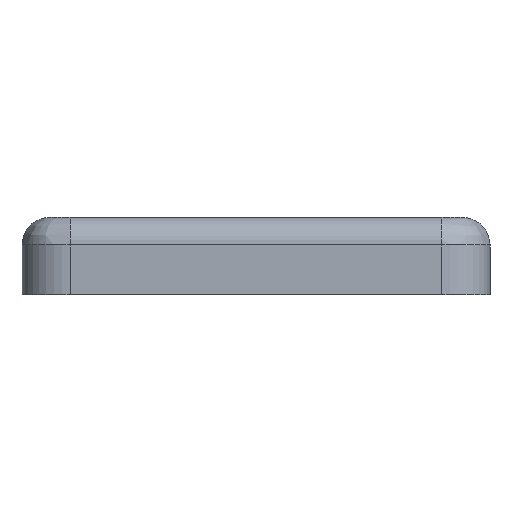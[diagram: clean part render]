
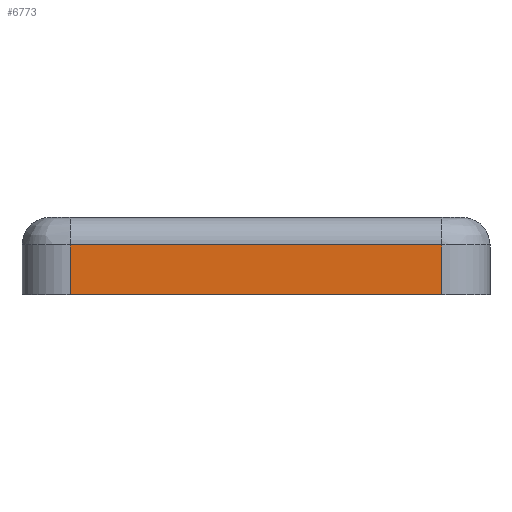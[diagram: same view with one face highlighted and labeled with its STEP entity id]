
A CAD part, front view. The second image highlights one B-rep face of the part: STEP entity #6773.
In plain terms, the highlighted planar face has unit normal (0, -1, 0).
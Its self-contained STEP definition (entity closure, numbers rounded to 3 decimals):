
#862=FACE_OUTER_BOUND('',#1252,.T.);
#1252=EDGE_LOOP('',(#6192,#6193,#6194,#6195));
#1929=LINE('',#11574,#2651);
#1943=LINE('',#11631,#2665);
#1946=LINE('',#11640,#2668);
#1954=LINE('',#11681,#2676);
#2651=VECTOR('',#8448,1000.);
#2665=VECTOR('',#8518,1000.);
#2668=VECTOR('',#8527,1000.);
#2676=VECTOR('',#8561,1000.);
#3300=VERTEX_POINT('',#11571);
#3301=VERTEX_POINT('',#11573);
#3316=VERTEX_POINT('',#11630);
#3319=VERTEX_POINT('',#11638);
#4210=EDGE_CURVE('',#3301,#3300,#1929,.T.);
#4236=EDGE_CURVE('',#3316,#3301,#1943,.T.);
#4241=EDGE_CURVE('',#3300,#3319,#1946,.F.);
#4255=EDGE_CURVE('',#3319,#3316,#1954,.F.);
#6192=ORIENTED_EDGE('',*,*,#4241,.T.);
#6193=ORIENTED_EDGE('',*,*,#4255,.T.);
#6194=ORIENTED_EDGE('',*,*,#4236,.T.);
#6195=ORIENTED_EDGE('',*,*,#4210,.T.);
#6424=PLANE('',#7167);
#6773=ADVANCED_FACE('',(#862),#6424,.F.);
#7167=AXIS2_PLACEMENT_3D('',#11758,#8649,#8650);
#8448=DIRECTION('',(1.,0.,0.));
#8518=DIRECTION('',(0.,0.,-1.));
#8527=DIRECTION('',(0.,0.,-1.));
#8561=DIRECTION('',(1.,0.,0.));
#8649=DIRECTION('center_axis',(0.,1.,0.));
#8650=DIRECTION('ref_axis',(0.,0.,1.));
#11571=CARTESIAN_POINT('',(13.5,-34.5,-2.6));
#11573=CARTESIAN_POINT('',(-13.5,-34.5,-2.6));
#11574=CARTESIAN_POINT('',(0.,-34.5,-2.6));
#11630=CARTESIAN_POINT('',(-13.5,-34.5,1.));
#11631=CARTESIAN_POINT('',(-13.5,-34.5,3.));
#11638=CARTESIAN_POINT('',(13.5,-34.5,1.));
#11640=CARTESIAN_POINT('',(13.5,-34.5,3.));
#11681=CARTESIAN_POINT('',(-13.5,-34.5,1.));
#11758=CARTESIAN_POINT('Origin',(0.,-34.5,3.));
